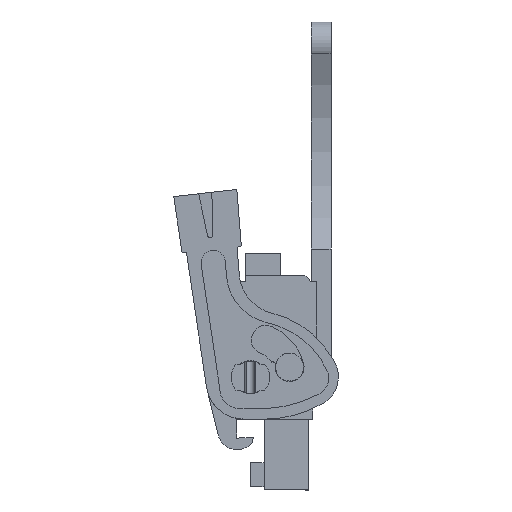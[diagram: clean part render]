
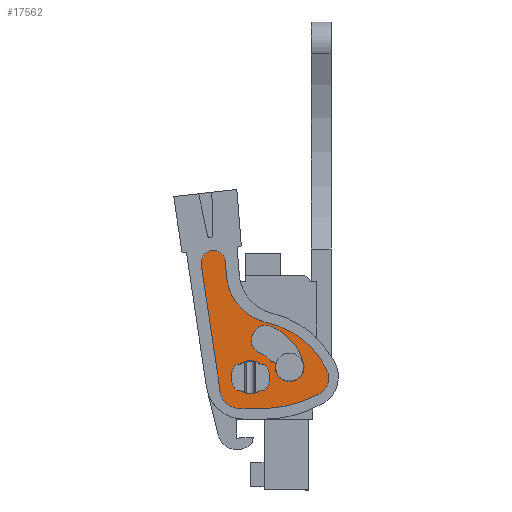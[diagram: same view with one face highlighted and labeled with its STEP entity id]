
A CAD part, left-side view. The second image highlights one B-rep face of the part: STEP entity #17562.
In plain terms, the highlighted planar face has unit normal (-1, 0, 0).
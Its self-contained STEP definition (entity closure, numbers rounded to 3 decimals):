
#16494=AXIS2_PLACEMENT_3D('Plane Axis2P3D',#16491,#16492,#16493) ;
#17147=AXIS2_PLACEMENT_3D('Circle Axis2P3D',#17145,#17146,$) ;
#17178=AXIS2_PLACEMENT_3D('Circle Axis2P3D',#17176,#17177,$) ;
#17197=AXIS2_PLACEMENT_3D('Circle Axis2P3D',#17195,#17196,$) ;
#17242=AXIS2_PLACEMENT_3D('Circle Axis2P3D',#17240,#17241,$) ;
#17261=AXIS2_PLACEMENT_3D('Circle Axis2P3D',#17259,#17260,$) ;
#17280=AXIS2_PLACEMENT_3D('Circle Axis2P3D',#17278,#17279,$) ;
#17299=AXIS2_PLACEMENT_3D('Circle Axis2P3D',#17297,#17298,$) ;
#17496=AXIS2_PLACEMENT_3D('Circle Axis2P3D',#17494,#17495,$) ;
#17505=AXIS2_PLACEMENT_3D('Circle Axis2P3D',#17503,#17504,$) ;
#17514=AXIS2_PLACEMENT_3D('Circle Axis2P3D',#17512,#17513,$) ;
#17523=AXIS2_PLACEMENT_3D('Circle Axis2P3D',#17521,#17522,$) ;
#17530=AXIS2_PLACEMENT_3D('Circle Axis2P3D',#17528,#17529,$) ;
#17537=AXIS2_PLACEMENT_3D('Circle Axis2P3D',#17535,#17536,$) ;
#17544=AXIS2_PLACEMENT_3D('Circle Axis2P3D',#17542,#17543,$) ;
#17551=AXIS2_PLACEMENT_3D('Circle Axis2P3D',#17549,#17550,$) ;
#16491=CARTESIAN_POINT('Axis2P3D Location',(1.1,0.,0.)) ;
#17135=CARTESIAN_POINT('Vertex',(1.1,11.001,9.121)) ;
#17142=CARTESIAN_POINT('Vertex',(1.1,9.269,7.61)) ;
#17145=CARTESIAN_POINT('Axis2P3D Location',(1.1,9.248,9.383)) ;
#17161=CARTESIAN_POINT('Vertex',(1.1,12.78,21.023)) ;
#17164=CARTESIAN_POINT('Line Origine',(1.1,11.891,15.072)) ;
#17176=CARTESIAN_POINT('Axis2P3D Location',(1.1,11.662,21.19)) ;
#17180=CARTESIAN_POINT('Vertex',(1.1,12.789,21.101)) ;
#17195=CARTESIAN_POINT('Axis2P3D Location',(1.1,11.662,21.19)) ;
#17199=CARTESIAN_POINT('Vertex',(1.1,10.534,21.279)) ;
#17218=CARTESIAN_POINT('Vertex',(1.1,10.43,19.957)) ;
#17221=CARTESIAN_POINT('Line Origine',(1.1,10.482,20.618)) ;
#17237=CARTESIAN_POINT('Vertex',(1.1,6.619,15.585)) ;
#17240=CARTESIAN_POINT('Axis2P3D Location',(1.1,5.579,20.339)) ;
#17256=CARTESIAN_POINT('Vertex',(1.1,1.065,11.157)) ;
#17259=CARTESIAN_POINT('Axis2P3D Location',(1.1,8.334,7.737)) ;
#17275=CARTESIAN_POINT('Vertex',(1.1,1.805,8.927)) ;
#17278=CARTESIAN_POINT('Axis2P3D Location',(1.1,2.608,10.431)) ;
#17294=CARTESIAN_POINT('Vertex',(1.1,6.785,7.582)) ;
#17297=CARTESIAN_POINT('Axis2P3D Location',(1.1,7.219,19.073)) ;
#17309=CARTESIAN_POINT('Line Origine',(1.1,8.027,7.596)) ;
#17494=CARTESIAN_POINT('Axis2P3D Location',(1.1,8.204,10.5)) ;
#17498=CARTESIAN_POINT('Vertex',(1.1,8.204,8.95)) ;
#17500=CARTESIAN_POINT('Vertex',(1.1,8.204,12.05)) ;
#17503=CARTESIAN_POINT('Axis2P3D Location',(1.1,8.204,10.5)) ;
#17512=CARTESIAN_POINT('Axis2P3D Location',(1.1,8.204,10.5)) ;
#17516=CARTESIAN_POINT('Vertex',(1.1,3.237,11.789)) ;
#17518=CARTESIAN_POINT('Vertex',(1.1,6.244,15.242)) ;
#17521=CARTESIAN_POINT('Axis2P3D Location',(1.1,4.544,11.45)) ;
#17525=CARTESIAN_POINT('Vertex',(1.1,3.202,11.298)) ;
#17528=CARTESIAN_POINT('Axis2P3D Location',(1.1,4.544,11.45)) ;
#17532=CARTESIAN_POINT('Vertex',(1.1,5.885,11.602)) ;
#17535=CARTESIAN_POINT('Axis2P3D Location',(1.1,6.12,11.689)) ;
#17539=CARTESIAN_POINT('Vertex',(1.1,6.226,11.915)) ;
#17542=CARTESIAN_POINT('Axis2P3D Location',(1.1,8.204,10.5)) ;
#17546=CARTESIAN_POINT('Vertex',(1.1,7.275,12.747)) ;
#17549=CARTESIAN_POINT('Axis2P3D Location',(1.1,6.76,13.995)) ;
#16492=DIRECTION('Axis2P3D Direction',(-1.,0.,0.)) ;
#16493=DIRECTION('Axis2P3D XDirection',(0.,0.,1.)) ;
#17146=DIRECTION('Axis2P3D Direction',(-1.,0.,0.)) ;
#17165=DIRECTION('Vector Direction',(0.,-0.148,-0.989)) ;
#17177=DIRECTION('Axis2P3D Direction',(-1.,0.,0.)) ;
#17196=DIRECTION('Axis2P3D Direction',(-1.,0.,0.)) ;
#17222=DIRECTION('Vector Direction',(0.,0.078,0.997)) ;
#17241=DIRECTION('Axis2P3D Direction',(-1.,0.,0.)) ;
#17260=DIRECTION('Axis2P3D Direction',(-1.,0.,0.)) ;
#17279=DIRECTION('Axis2P3D Direction',(-1.,0.,0.)) ;
#17298=DIRECTION('Axis2P3D Direction',(-1.,0.,0.)) ;
#17310=DIRECTION('Vector Direction',(0.,-1.,-0.011)) ;
#17495=DIRECTION('Axis2P3D Direction',(-1.,0.,0.)) ;
#17504=DIRECTION('Axis2P3D Direction',(-1.,0.,0.)) ;
#17513=DIRECTION('Axis2P3D Direction',(-1.,0.,0.)) ;
#17522=DIRECTION('Axis2P3D Direction',(-1.,0.,0.)) ;
#17529=DIRECTION('Axis2P3D Direction',(-1.,0.,0.)) ;
#17536=DIRECTION('Axis2P3D Direction',(-1.,0.,0.)) ;
#17543=DIRECTION('Axis2P3D Direction',(-1.,0.,0.)) ;
#17550=DIRECTION('Axis2P3D Direction',(-1.,0.,0.)) ;
#17166=VECTOR('Line Direction',#17165,1.) ;
#17223=VECTOR('Line Direction',#17222,1.) ;
#17311=VECTOR('Line Direction',#17310,1.) ;
#17483=ORIENTED_EDGE('',*,*,#17301,.T.) ;
#17484=ORIENTED_EDGE('',*,*,#17282,.T.) ;
#17485=ORIENTED_EDGE('',*,*,#17263,.T.) ;
#17486=ORIENTED_EDGE('',*,*,#17244,.T.) ;
#17487=ORIENTED_EDGE('',*,*,#17225,.T.) ;
#17488=ORIENTED_EDGE('',*,*,#17201,.T.) ;
#17489=ORIENTED_EDGE('',*,*,#17182,.T.) ;
#17490=ORIENTED_EDGE('',*,*,#17168,.T.) ;
#17491=ORIENTED_EDGE('',*,*,#17149,.T.) ;
#17492=ORIENTED_EDGE('',*,*,#17313,.T.) ;
#17509=ORIENTED_EDGE('',*,*,#17502,.F.) ;
#17510=ORIENTED_EDGE('',*,*,#17507,.F.) ;
#17555=ORIENTED_EDGE('',*,*,#17520,.F.) ;
#17556=ORIENTED_EDGE('',*,*,#17527,.F.) ;
#17557=ORIENTED_EDGE('',*,*,#17534,.F.) ;
#17558=ORIENTED_EDGE('',*,*,#17541,.T.) ;
#17559=ORIENTED_EDGE('',*,*,#17548,.T.) ;
#17560=ORIENTED_EDGE('',*,*,#17553,.F.) ;
#17511=FACE_BOUND('',#17508,.T.) ;
#17561=FACE_BOUND('',#17554,.T.) ;
#17562=ADVANCED_FACE('V2.1',(#17493,#17511,#17561),#16495,.T.) ;
#17148=CIRCLE('generated circle',#17147,1.773) ;
#17179=CIRCLE('generated circle',#17178,1.131) ;
#17198=CIRCLE('generated circle',#17197,1.131) ;
#17243=CIRCLE('generated circle',#17242,4.866) ;
#17262=CIRCLE('generated circle',#17261,8.033) ;
#17281=CIRCLE('generated circle',#17280,1.705) ;
#17300=CIRCLE('generated circle',#17299,11.5) ;
#17497=CIRCLE('generated circle',#17496,1.55) ;
#17506=CIRCLE('generated circle',#17505,1.55) ;
#17515=CIRCLE('generated circle',#17514,5.131) ;
#17524=CIRCLE('generated circle',#17523,1.35) ;
#17531=CIRCLE('generated circle',#17530,1.35) ;
#17538=CIRCLE('generated circle',#17537,0.25) ;
#17545=CIRCLE('generated circle',#17544,2.431) ;
#17552=CIRCLE('generated circle',#17551,1.35) ;
#17149=EDGE_CURVE('',#17136,#17143,#17148,.T.) ;
#17168=EDGE_CURVE('',#17162,#17136,#17167,.T.) ;
#17182=EDGE_CURVE('',#17181,#17162,#17179,.T.) ;
#17201=EDGE_CURVE('',#17200,#17181,#17198,.T.) ;
#17225=EDGE_CURVE('',#17219,#17200,#17224,.T.) ;
#17244=EDGE_CURVE('',#17238,#17219,#17243,.F.) ;
#17263=EDGE_CURVE('',#17257,#17238,#17262,.T.) ;
#17282=EDGE_CURVE('',#17276,#17257,#17281,.T.) ;
#17301=EDGE_CURVE('',#17295,#17276,#17300,.T.) ;
#17313=EDGE_CURVE('',#17143,#17295,#17312,.T.) ;
#17502=EDGE_CURVE('',#17499,#17501,#17497,.T.) ;
#17507=EDGE_CURVE('',#17501,#17499,#17506,.T.) ;
#17520=EDGE_CURVE('',#17517,#17519,#17515,.T.) ;
#17527=EDGE_CURVE('',#17526,#17517,#17524,.T.) ;
#17534=EDGE_CURVE('',#17533,#17526,#17531,.T.) ;
#17541=EDGE_CURVE('',#17533,#17540,#17538,.T.) ;
#17548=EDGE_CURVE('',#17540,#17547,#17545,.T.) ;
#17553=EDGE_CURVE('',#17519,#17547,#17552,.T.) ;
#17482=EDGE_LOOP('',(#17483,#17484,#17485,#17486,#17487,#17488,#17489,#17490,#17491,#17492)) ;
#17508=EDGE_LOOP('',(#17509,#17510)) ;
#17554=EDGE_LOOP('',(#17555,#17556,#17557,#17558,#17559,#17560)) ;
#17493=FACE_OUTER_BOUND('',#17482,.T.) ;
#17167=LINE('Line',#17164,#17166) ;
#17224=LINE('Line',#17221,#17223) ;
#17312=LINE('Line',#17309,#17311) ;
#16495=PLANE('',#16494) ;
#17136=VERTEX_POINT('',#17135) ;
#17143=VERTEX_POINT('',#17142) ;
#17162=VERTEX_POINT('',#17161) ;
#17181=VERTEX_POINT('',#17180) ;
#17200=VERTEX_POINT('',#17199) ;
#17219=VERTEX_POINT('',#17218) ;
#17238=VERTEX_POINT('',#17237) ;
#17257=VERTEX_POINT('',#17256) ;
#17276=VERTEX_POINT('',#17275) ;
#17295=VERTEX_POINT('',#17294) ;
#17499=VERTEX_POINT('',#17498) ;
#17501=VERTEX_POINT('',#17500) ;
#17517=VERTEX_POINT('',#17516) ;
#17519=VERTEX_POINT('',#17518) ;
#17526=VERTEX_POINT('',#17525) ;
#17533=VERTEX_POINT('',#17532) ;
#17540=VERTEX_POINT('',#17539) ;
#17547=VERTEX_POINT('',#17546) ;
